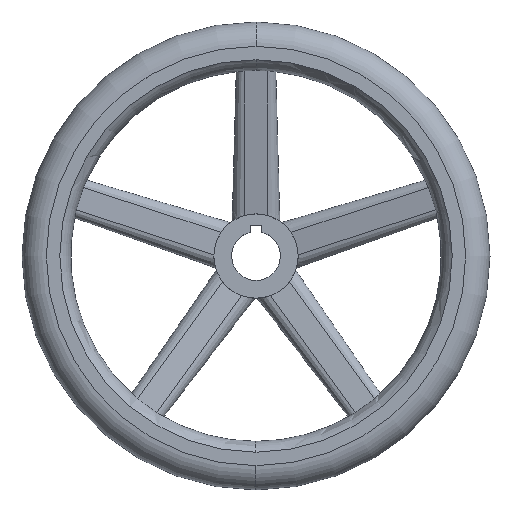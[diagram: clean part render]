
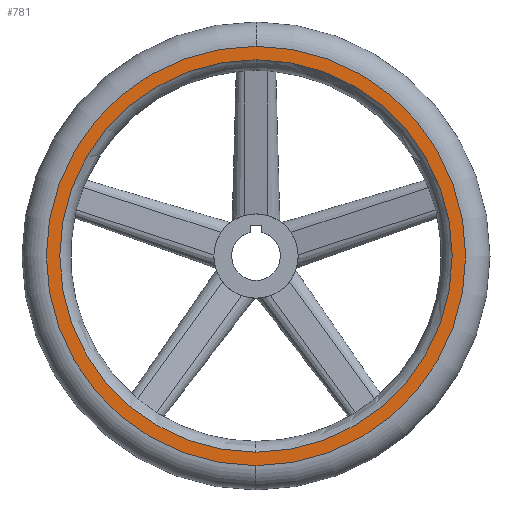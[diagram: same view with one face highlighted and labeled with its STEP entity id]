
A CAD part, top view. The second image highlights one B-rep face of the part: STEP entity #781.
In plain terms, the highlighted planar face has unit normal (0, 0, 1).
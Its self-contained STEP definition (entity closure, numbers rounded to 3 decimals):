
#289=VERTEX_POINT('',#824);
#373=EDGE_CURVE('',#381,#383,#922,.T.);
#381=VERTEX_POINT('',#931);
#383=VERTEX_POINT('',#933);
#447=EDGE_CURVE('',#289,#381,#1008,.T.);
#503=VERTEX_POINT('',#1066);
#619=EDGE_CURVE('',#383,#289,#1192,.T.);
#669=EDGE_CURVE('',#503,#679,#1244,.T.);
#679=VERTEX_POINT('',#1256);
#723=EDGE_CURVE('',#679,#503,#1304,.T.);
#781=ADVANCED_FACE('',(#1364,#1365),#1366,.F.);
#824=CARTESIAN_POINT('',(0.,104.814,47.833));
#922=CIRCLE('',#1684,104.814);
#931=CARTESIAN_POINT('',(-104.814,0.,47.833));
#933=CARTESIAN_POINT('',(0.,-104.814,47.833));
#1008=CIRCLE('',#1950,104.814);
#1066=CARTESIAN_POINT('',(0.,112.0,47.833));
#1192=CIRCLE('',#2427,104.814);
#1244=CIRCLE('',#2633,112.0);
#1256=CARTESIAN_POINT('',(0.,-112.0,47.833));
#1304=CIRCLE('',#2808,112.0);
#1364=FACE_BOUND('',#3063,.T.);
#1365=FACE_OUTER_BOUND('',#3064,.T.);
#1366=PLANE('',#3065);
#1684=AXIS2_PLACEMENT_3D('',#3286,#3287,#3288);
#1950=AXIS2_PLACEMENT_3D('',#3409,#3410,#3411);
#2427=AXIS2_PLACEMENT_3D('',#3591,#3592,#3593);
#2633=AXIS2_PLACEMENT_3D('',#3625,#3626,#3627);
#2808=AXIS2_PLACEMENT_3D('',#3696,#3697,#3698);
#3063=EDGE_LOOP('',(#3741,#3742,#3743));
#3064=EDGE_LOOP('',(#3744,#3745));
#3065=AXIS2_PLACEMENT_3D('',#3746,#3747,#3748);
#3286=CARTESIAN_POINT('',(0.,0.,47.833));
#3287=DIRECTION('',(0.,0.,1.0));
#3288=DIRECTION('',(1.0,0.0,0.));
#3409=CARTESIAN_POINT('',(0.,0.,47.833));
#3410=DIRECTION('',(0.,0.,1.0));
#3411=DIRECTION('',(1.0,0.0,0.));
#3591=CARTESIAN_POINT('',(0.,0.,47.833));
#3592=DIRECTION('',(0.,0.,1.0));
#3593=DIRECTION('',(1.0,0.0,0.));
#3625=CARTESIAN_POINT('',(0.,0.,47.833));
#3626=DIRECTION('',(0.,0.,1.0));
#3627=DIRECTION('',(0.,1.0,0.));
#3696=CARTESIAN_POINT('',(0.,0.,47.833));
#3697=DIRECTION('',(0.,0.,1.0));
#3698=DIRECTION('',(0.,1.0,0.));
#3741=ORIENTED_EDGE('',*,*,#373,.F.);
#3742=ORIENTED_EDGE('',*,*,#447,.F.);
#3743=ORIENTED_EDGE('',*,*,#619,.F.);
#3744=ORIENTED_EDGE('',*,*,#669,.T.);
#3745=ORIENTED_EDGE('',*,*,#723,.T.);
#3746=CARTESIAN_POINT('',(0.,105.5,47.833));
#3747=DIRECTION('',(0.,0.,-1.0));
#3748=DIRECTION('',(0.,-1.0,0.0));
